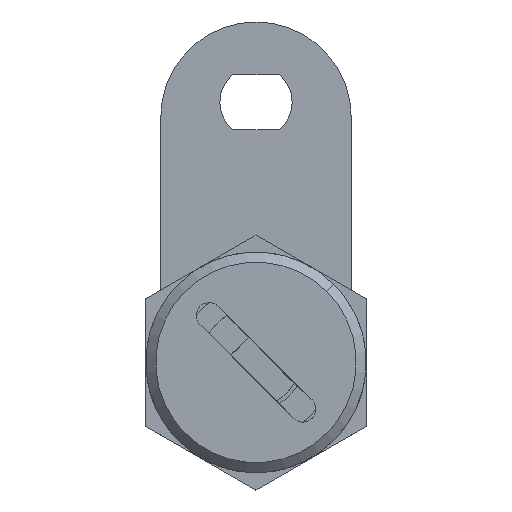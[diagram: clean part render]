
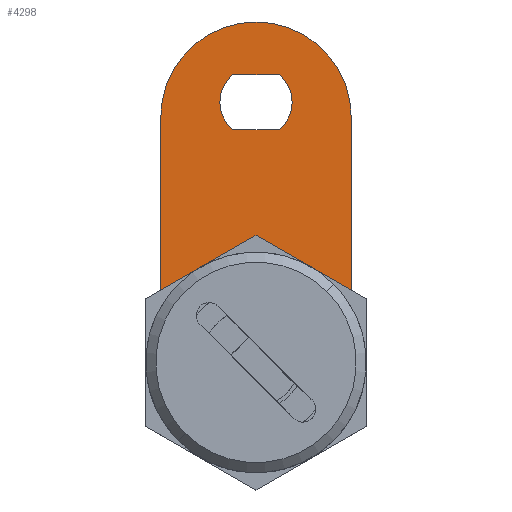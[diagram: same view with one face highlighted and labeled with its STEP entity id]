
A CAD part, top view. The second image highlights one B-rep face of the part: STEP entity #4298.
In plain terms, the highlighted planar face has unit normal (0, 0, 1).
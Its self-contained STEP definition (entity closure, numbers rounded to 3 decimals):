
#66 = EDGE_CURVE ( 'NONE', #546, #3753, #4702, .T. ) ;
#168 = CARTESIAN_POINT ( 'NONE',  ( -9.5, 24.5, 1.15 ) ) ;
#203 = ORIENTED_EDGE ( 'NONE', *, *, #4192, .F. ) ;
#213 = EDGE_CURVE ( 'NONE', #2579, #3509, #1817, .T. ) ;
#251 = EDGE_CURVE ( 'NONE', #377, #466, #4275, .T. ) ;
#261 = DIRECTION ( 'NONE',  ( 1., 0., 0. ) ) ;
#266 = CARTESIAN_POINT ( 'NONE',  ( -2.323, 23.25, 1.15 ) ) ;
#277 = DIRECTION ( 'NONE',  ( -1., 0., 0. ) ) ;
#348 = VERTEX_POINT ( 'NONE', #967 ) ;
#357 = EDGE_CURVE ( 'NONE', #3753, #3508, #3264, .T. ) ;
#374 = DIRECTION ( 'NONE',  ( 1., 0., 0. ) ) ;
#377 = VERTEX_POINT ( 'NONE', #3794 ) ;
#379 = FACE_BOUND ( 'NONE', #3394, .T. ) ;
#380 = AXIS2_PLACEMENT_3D ( 'NONE', #5578, #512, #4668 ) ;
#466 = VERTEX_POINT ( 'NONE', #4742 ) ;
#501 = AXIS2_PLACEMENT_3D ( 'NONE', #2328, #1818, #2294 ) ;
#512 = DIRECTION ( 'NONE',  ( 0., 0., 1. ) ) ;
#546 = VERTEX_POINT ( 'NONE', #168 ) ;
#595 = CIRCLE ( 'NONE', #3763, 3.6 ) ;
#666 = VECTOR ( 'NONE', #1209, 1000. ) ;
#862 = CARTESIAN_POINT ( 'NONE',  ( -2.323, 28.75, 1.15 ) ) ;
#913 = CARTESIAN_POINT ( 'NONE',  ( 0., 26., 1.15 ) ) ;
#965 = LINE ( 'NONE', #2337, #5881 ) ;
#967 = CARTESIAN_POINT ( 'NONE',  ( 2.75, -2.323, 1.15 ) ) ;
#972 = VECTOR ( 'NONE', #1499, 1000. ) ;
#998 = CARTESIAN_POINT ( 'NONE',  ( -9.5, 1.5, 1.15 ) ) ;
#1076 = VECTOR ( 'NONE', #1234, 1000. ) ;
#1169 = CARTESIAN_POINT ( 'NONE',  ( 0., 0., 1.15 ) ) ;
#1209 = DIRECTION ( 'NONE',  ( 0., -1., 0. ) ) ;
#1213 = EDGE_CURVE ( 'NONE', #3509, #3588, #5102, .T. ) ;
#1224 = VERTEX_POINT ( 'NONE', #4627 ) ;
#1234 = DIRECTION ( 'NONE',  ( 1., 0., 0. ) ) ;
#1251 = CARTESIAN_POINT ( 'NONE',  ( 0., 0., 1.15 ) ) ;
#1280 = EDGE_CURVE ( 'NONE', #5948, #1224, #5004, .T. ) ;
#1343 = FACE_OUTER_BOUND ( 'NONE', #2669, .T. ) ;
#1423 = CARTESIAN_POINT ( 'NONE',  ( 2.75, 2.323, 1.15 ) ) ;
#1499 = DIRECTION ( 'NONE',  ( 0., 1., 0. ) ) ;
#1530 = CARTESIAN_POINT ( 'NONE',  ( 0., 26., 1.15 ) ) ;
#1540 = VECTOR ( 'NONE', #3761, 1000. ) ;
#1709 = ORIENTED_EDGE ( 'NONE', *, *, #3345, .F. ) ;
#1731 = VERTEX_POINT ( 'NONE', #1423 ) ;
#1773 = DIRECTION ( 'NONE',  ( 0., 0., 1. ) ) ;
#1774 = ORIENTED_EDGE ( 'NONE', *, *, #1280, .F. ) ;
#1783 = ORIENTED_EDGE ( 'NONE', *, *, #3591, .F. ) ;
#1817 = CIRCLE ( 'NONE', #3056, 3.6 ) ;
#1818 = DIRECTION ( 'NONE',  ( 0., 0., -1. ) ) ;
#1893 = CARTESIAN_POINT ( 'NONE',  ( 9.5, 24.5, 1.15 ) ) ;
#2113 = CIRCLE ( 'NONE', #4521, 9.5 ) ;
#2122 = VECTOR ( 'NONE', #277, 1000. ) ;
#2145 = ORIENTED_EDGE ( 'NONE', *, *, #251, .F. ) ;
#2200 = AXIS2_PLACEMENT_3D ( 'NONE', #913, #2735, #3290 ) ;
#2202 = ORIENTED_EDGE ( 'NONE', *, *, #2890, .F. ) ;
#2234 = EDGE_CURVE ( 'NONE', #348, #1731, #965, .T. ) ;
#2294 = DIRECTION ( 'NONE',  ( -1., 0., 0. ) ) ;
#2328 = CARTESIAN_POINT ( 'NONE',  ( 0., 24.5, 1.15 ) ) ;
#2337 = CARTESIAN_POINT ( 'NONE',  ( 2.75, 2.323, 1.15 ) ) ;
#2399 = AXIS2_PLACEMENT_3D ( 'NONE', #1530, #3834, #3892 ) ;
#2415 = LINE ( 'NONE', #5623, #972 ) ;
#2534 = DIRECTION ( 'NONE',  ( 0., 0., 1. ) ) ;
#2559 = DIRECTION ( 'NONE',  ( 0., 0., 1. ) ) ;
#2579 = VERTEX_POINT ( 'NONE', #862 ) ;
#2669 = EDGE_LOOP ( 'NONE', ( #4713, #4998, #5475, #5860 ) ) ;
#2678 = AXIS2_PLACEMENT_3D ( 'NONE', #1251, #5858, #374 ) ;
#2735 = DIRECTION ( 'NONE',  ( 0., 0., 1. ) ) ;
#2890 = EDGE_CURVE ( 'NONE', #466, #348, #3661, .T. ) ;
#2945 = EDGE_CURVE ( 'NONE', #5377, #546, #2113, .T. ) ;
#3055 = CARTESIAN_POINT ( 'NONE',  ( -2.323, 23.25, 1.15 ) ) ;
#3056 = AXIS2_PLACEMENT_3D ( 'NONE', #3673, #1773, #5453 ) ;
#3134 = DIRECTION ( 'NONE',  ( -1., 0., 0. ) ) ;
#3264 = CIRCLE ( 'NONE', #380, 9.5 ) ;
#3290 = DIRECTION ( 'NONE',  ( 1., 0., 0. ) ) ;
#3308 = EDGE_CURVE ( 'NONE', #3508, #5377, #2415, .T. ) ;
#3345 = EDGE_CURVE ( 'NONE', #1224, #2579, #4796, .T. ) ;
#3394 = EDGE_LOOP ( 'NONE', ( #203, #5802, #2202, #2145 ) ) ;
#3434 = CARTESIAN_POINT ( 'NONE',  ( -9.5, 24.5, 1.15 ) ) ;
#3508 = VERTEX_POINT ( 'NONE', #5050 ) ;
#3509 = VERTEX_POINT ( 'NONE', #5958 ) ;
#3588 = VERTEX_POINT ( 'NONE', #266 ) ;
#3591 = EDGE_CURVE ( 'NONE', #3588, #5948, #5362, .T. ) ;
#3661 = CIRCLE ( 'NONE', #2678, 3.6 ) ;
#3673 = CARTESIAN_POINT ( 'NONE',  ( 0., 26., 1.15 ) ) ;
#3753 = VERTEX_POINT ( 'NONE', #998 ) ;
#3761 = DIRECTION ( 'NONE',  ( 0., -1., 0. ) ) ;
#3763 = AXIS2_PLACEMENT_3D ( 'NONE', #1169, #2534, #261 ) ;
#3794 = CARTESIAN_POINT ( 'NONE',  ( -2.75, 2.323, 1.15 ) ) ;
#3834 = DIRECTION ( 'NONE',  ( 0., 0., 1. ) ) ;
#3892 = DIRECTION ( 'NONE',  ( 1., 0., 0. ) ) ;
#3973 = EDGE_LOOP ( 'NONE', ( #4426, #1709, #1774, #1783, #5804 ) ) ;
#4137 = PLANE ( 'NONE',  #501 ) ;
#4192 = EDGE_CURVE ( 'NONE', #1731, #377, #595, .T. ) ;
#4275 = LINE ( 'NONE', #5090, #1540 ) ;
#4298 = ADVANCED_FACE ( 'NONE', ( #5081, #1343, #379 ), #4137, .F. ) ;
#4350 = CARTESIAN_POINT ( 'NONE',  ( -2.323, 28.75, 1.15 ) ) ;
#4360 = CARTESIAN_POINT ( 'NONE',  ( 2.323, 23.25, 1.15 ) ) ;
#4386 = DIRECTION ( 'NONE',  ( 0., 1., 0. ) ) ;
#4426 = ORIENTED_EDGE ( 'NONE', *, *, #213, .F. ) ;
#4440 = CARTESIAN_POINT ( 'NONE',  ( 0., 24.5, 1.15 ) ) ;
#4521 = AXIS2_PLACEMENT_3D ( 'NONE', #4440, #2559, #3134 ) ;
#4627 = CARTESIAN_POINT ( 'NONE',  ( 2.323, 28.75, 1.15 ) ) ;
#4668 = DIRECTION ( 'NONE',  ( 1., 0., 0. ) ) ;
#4702 = LINE ( 'NONE', #3434, #666 ) ;
#4713 = ORIENTED_EDGE ( 'NONE', *, *, #2945, .T. ) ;
#4742 = CARTESIAN_POINT ( 'NONE',  ( -2.75, -2.323, 1.15 ) ) ;
#4796 = LINE ( 'NONE', #4350, #2122 ) ;
#4998 = ORIENTED_EDGE ( 'NONE', *, *, #66, .T. ) ;
#5004 = CIRCLE ( 'NONE', #2399, 3.6 ) ;
#5050 = CARTESIAN_POINT ( 'NONE',  ( 9.5, 1.5, 1.15 ) ) ;
#5081 = FACE_BOUND ( 'NONE', #3973, .T. ) ;
#5090 = CARTESIAN_POINT ( 'NONE',  ( -2.75, 2.323, 1.15 ) ) ;
#5102 = CIRCLE ( 'NONE', #2200, 3.6 ) ;
#5362 = LINE ( 'NONE', #3055, #1076 ) ;
#5377 = VERTEX_POINT ( 'NONE', #1893 ) ;
#5453 = DIRECTION ( 'NONE',  ( 1., 0., 0. ) ) ;
#5475 = ORIENTED_EDGE ( 'NONE', *, *, #357, .T. ) ;
#5578 = CARTESIAN_POINT ( 'NONE',  ( 0., 1.5, 1.15 ) ) ;
#5623 = CARTESIAN_POINT ( 'NONE',  ( 9.5, 24.5, 1.15 ) ) ;
#5802 = ORIENTED_EDGE ( 'NONE', *, *, #2234, .F. ) ;
#5804 = ORIENTED_EDGE ( 'NONE', *, *, #1213, .F. ) ;
#5858 = DIRECTION ( 'NONE',  ( 0., 0., 1. ) ) ;
#5860 = ORIENTED_EDGE ( 'NONE', *, *, #3308, .T. ) ;
#5881 = VECTOR ( 'NONE', #4386, 1000. ) ;
#5948 = VERTEX_POINT ( 'NONE', #4360 ) ;
#5958 = CARTESIAN_POINT ( 'NONE',  ( -3.6, 26., 1.15 ) ) ;
